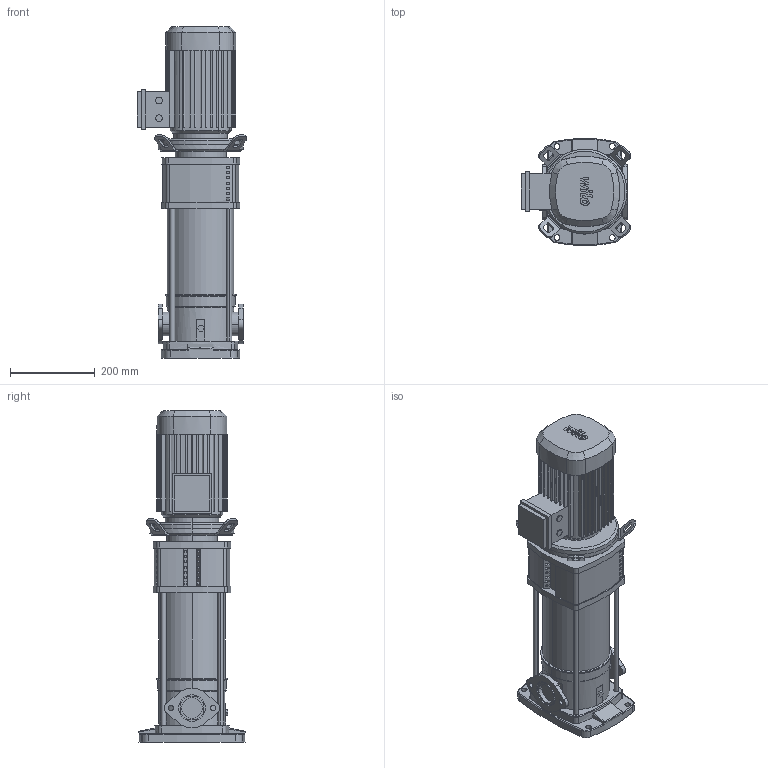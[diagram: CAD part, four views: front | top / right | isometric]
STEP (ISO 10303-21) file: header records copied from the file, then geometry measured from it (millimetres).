
FILE_DESCRIPTION((''),'2;1');
FILE_NAME('3d_HELIXV1004-1_16_E_K-4150543.stp','2016-08-24T08:34:40',(''),(''),'Mechanical Desktop 2009','Mechanical Desktop 2009',', , ');
FILE_SCHEMA(('CONFIG_CONTROL_DESIGN'));
Length unit declared in the file: millimetre
Products named in the file (1): Product
Bounding box: 257.23 x 252 x 782.2 mm (x, y, z)
Volume: 16451476.1 mm3; surface area: 1203787.8 mm2
Topology: 18 solids, 18 shells, 835 faces, 2203 edges, 1434 vertices
Faces by surface type: plane 360, bspline 211, cylinder 208, cone 34, torus 18, sphere 4
Entity records: 27076 total; most frequent: CARTESIAN_POINT 6208, ORIENTED_EDGE 4406, DIRECTION 4141, EDGE_CURVE 2203, VERTEX_POINT 1434, AXIS2_PLACEMENT_3D 1381, VECTOR 1379, LINE 1379
